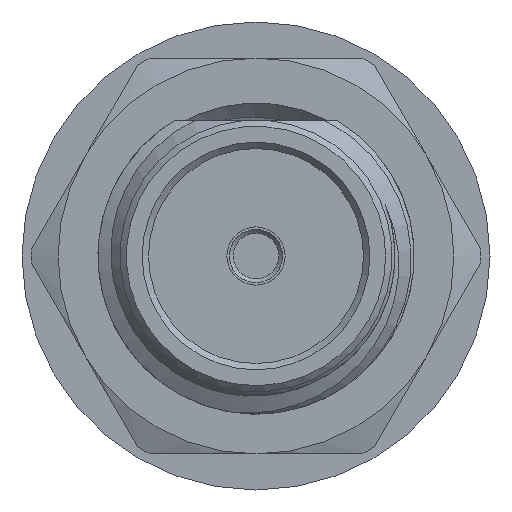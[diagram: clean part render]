
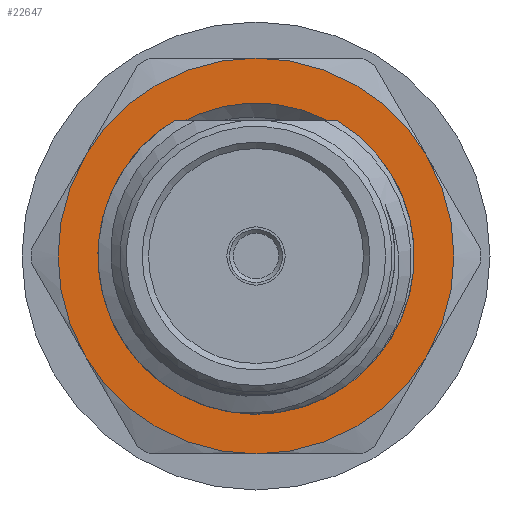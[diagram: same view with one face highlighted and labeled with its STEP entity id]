
A CAD part, left-side view. The second image highlights one B-rep face of the part: STEP entity #22647.
In plain terms, the highlighted planar face has unit normal (-1, 0, 0).
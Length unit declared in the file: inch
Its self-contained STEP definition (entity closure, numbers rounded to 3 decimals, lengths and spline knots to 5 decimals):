
#117 = CIRCLE ( 'NONE', #10881, 0.1565 ) ;
#443 = ORIENTED_EDGE ( 'NONE', *, *, #20227, .T. ) ;
#847 = DIRECTION ( 'NONE',  ( 0., 0.5, -0.866 ) ) ;
#1100 = CARTESIAN_POINT ( 'NONE',  ( 0.28341, -0.13553, 0.07825 ) ) ;
#1192 = CARTESIAN_POINT ( 'NONE',  ( 0.28341, 0., 0. ) ) ;
#1199 = CIRCLE ( 'NONE', #7506, 0.12102 ) ;
#1317 = DIRECTION ( 'NONE',  ( -1., 0., 0. ) ) ;
#1741 = EDGE_LOOP ( 'NONE', ( #8728, #443, #2831, #15866 ) ) ;
#1837 = CARTESIAN_POINT ( 'NONE',  ( 0.28341, -0.13553, -0.07825 ) ) ;
#1936 = VERTEX_POINT ( 'NONE', #3610 ) ;
#2677 = B_SPLINE_CURVE_WITH_KNOTS ( 'NONE', 3,
 ( #16075, #8627, #23677, #3164, #12406, #19975, #16000, #14762 ),
 .UNSPECIFIED., .F., .F.,
 ( 4, 2, 2, 4 ),
 ( 0.00139, 0.0018, 0.00221, 0.00303 ),
 .UNSPECIFIED. ) ;
#2831 = ORIENTED_EDGE ( 'NONE', *, *, #3774, .T. ) ;
#3164 = CARTESIAN_POINT ( 'NONE',  ( 0.28341, -0.07383, 0.09762 ) ) ;
#3610 = CARTESIAN_POINT ( 'NONE',  ( 0.28341, 0., -0.1565 ) ) ;
#3774 = EDGE_CURVE ( 'NONE', #4480, #12181, #1199, .T. ) ;
#4192 = CIRCLE ( 'NONE', #6203, 0.1565 ) ;
#4480 = VERTEX_POINT ( 'NONE', #17698 ) ;
#4561 = DIRECTION ( 'NONE',  ( 0., 0.5, -0.866 ) ) ;
#4658 = AXIS2_PLACEMENT_3D ( 'NONE', #9113, #11075, #7461 ) ;
#4782 = FACE_BOUND ( 'NONE', #1741, .T. ) ;
#5636 = CARTESIAN_POINT ( 'NONE',  ( 0.28341, -0.10499, 0.06783 ) ) ;
#5809 = CARTESIAN_POINT ( 'NONE',  ( 0.28341, 0., 0. ) ) ;
#6203 = AXIS2_PLACEMENT_3D ( 'NONE', #5809, #9368, #22520 ) ;
#6476 = ORIENTED_EDGE ( 'NONE', *, *, #16412, .T. ) ;
#6592 = ORIENTED_EDGE ( 'NONE', *, *, #9500, .T. ) ;
#6645 = ORIENTED_EDGE ( 'NONE', *, *, #18089, .T. ) ;
#6770 = EDGE_LOOP ( 'NONE', ( #17286, #6645, #21260, #18450, #6592, #6476 ) ) ;
#6900 = DIRECTION ( 'NONE',  ( 0., 0.5, -0.866 ) ) ;
#7428 = EDGE_CURVE ( 'NONE', #23725, #9051, #21271, .T. ) ;
#7461 = DIRECTION ( 'NONE',  ( 0., 0.5, -0.866 ) ) ;
#7506 = AXIS2_PLACEMENT_3D ( 'NONE', #10061, #23214, #4561 ) ;
#8372 = CARTESIAN_POINT ( 'NONE',  ( 0.28341, -0.11913, -0.03717 ) ) ;
#8448 = CARTESIAN_POINT ( 'NONE',  ( 0.28341, -0.10457, -0.06438 ) ) ;
#8449 = CARTESIAN_POINT ( 'NONE',  ( 0.28341, 0., 0. ) ) ;
#8478 = PLANE ( 'NONE',  #17071 ) ;
#8545 = DIRECTION ( 'NONE',  ( -1., 0., 0. ) ) ;
#8627 = CARTESIAN_POINT ( 'NONE',  ( 0.28341, -0.05979, 0.10572 ) ) ;
#8728 = ORIENTED_EDGE ( 'NONE', *, *, #9305, .F. ) ;
#8776 = VERTEX_POINT ( 'NONE', #11612 ) ;
#9051 = VERTEX_POINT ( 'NONE', #1100 ) ;
#9113 = CARTESIAN_POINT ( 'NONE',  ( 0.28341, 0., 0. ) ) ;
#9305 = EDGE_CURVE ( 'NONE', #18240, #21215, #14330, .T. ) ;
#9368 = DIRECTION ( 'NONE',  ( -1., 0., 0. ) ) ;
#9500 = EDGE_CURVE ( 'NONE', #21222, #10732, #22012, .T. ) ;
#9610 = DIRECTION ( 'NONE',  ( 0., 0.5, -0.866 ) ) ;
#9858 = CARTESIAN_POINT ( 'NONE',  ( 0.28341, 0., 0. ) ) ;
#10061 = CARTESIAN_POINT ( 'NONE',  ( 0.28341, 0., 0. ) ) ;
#10272 = CARTESIAN_POINT ( 'NONE',  ( 0.28341, -0.09085, -0.07995 ) ) ;
#10352 = CARTESIAN_POINT ( 'NONE',  ( 0.28341, -0.09813, -0.07269 ) ) ;
#10732 = VERTEX_POINT ( 'NONE', #17288 ) ;
#10881 = AXIS2_PLACEMENT_3D ( 'NONE', #8449, #15910, #847 ) ;
#11075 = DIRECTION ( 'NONE',  ( -1., 0., 0. ) ) ;
#11079 = CARTESIAN_POINT ( 'NONE',  ( 0.28341, -0.12202, -0.02715 ) ) ;
#11235 = CARTESIAN_POINT ( 'NONE',  ( 0.28341, 0., 0. ) ) ;
#11612 = CARTESIAN_POINT ( 'NONE',  ( 0.28341, 0.13553, -0.07825 ) ) ;
#11651 = DIRECTION ( 'NONE',  ( -1., 0., 0. ) ) ;
#12012 = CARTESIAN_POINT ( 'NONE',  ( 0.28341, -0.11505, -0.04661 ) ) ;
#12181 = VERTEX_POINT ( 'NONE', #14681 ) ;
#12406 = CARTESIAN_POINT ( 'NONE',  ( 0.28341, -0.07833, 0.09448 ) ) ;
#12572 = DIRECTION ( 'NONE',  ( 0., 0.5, -0.866 ) ) ;
#12624 = CARTESIAN_POINT ( 'NONE',  ( 0.28341, 0., 0. ) ) ;
#12876 = DIRECTION ( 'NONE',  ( 0., 0.5, -0.866 ) ) ;
#14330 = CIRCLE ( 'NONE', #4658, 0.125 ) ;
#14495 = DIRECTION ( 'NONE',  ( 0., 0.5, -0.866 ) ) ;
#14509 = EDGE_CURVE ( 'NONE', #9051, #21222, #17201, .T. ) ;
#14681 = CARTESIAN_POINT ( 'NONE',  ( 0.28341, -0.05485, 0.10787 ) ) ;
#14762 = CARTESIAN_POINT ( 'NONE',  ( 0.28341, -0.10499, 0.06783 ) ) ;
#15866 = ORIENTED_EDGE ( 'NONE', *, *, #18235, .T. ) ;
#15910 = DIRECTION ( 'NONE',  ( -1., 0., 0. ) ) ;
#15929 = B_SPLINE_CURVE_WITH_KNOTS ( 'NONE', 3,
 ( #22550, #8372, #12012, #8448, #10352, #10272 ),
 .UNSPECIFIED., .F., .F.,
 ( 4, 2, 4 ),
 ( 0., 0.00078, 0.00157 ),
 .UNSPECIFIED. ) ;
#16000 = CARTESIAN_POINT ( 'NONE',  ( 0.28341, -0.0985, 0.0766 ) ) ;
#16075 = CARTESIAN_POINT ( 'NONE',  ( 0.28341, -0.05485, 0.10787 ) ) ;
#16412 = EDGE_CURVE ( 'NONE', #10732, #8776, #117, .T. ) ;
#17071 = AXIS2_PLACEMENT_3D ( 'NONE', #1192, #19986, #6900 ) ;
#17201 = CIRCLE ( 'NONE', #22042, 0.1565 ) ;
#17286 = ORIENTED_EDGE ( 'NONE', *, *, #23395, .T. ) ;
#17288 = CARTESIAN_POINT ( 'NONE',  ( 0.28341, 0.13553, 0.07825 ) ) ;
#17698 = CARTESIAN_POINT ( 'NONE',  ( 0.28341, -0.09085, -0.07995 ) ) ;
#18089 = EDGE_CURVE ( 'NONE', #1936, #23725, #21351, .T. ) ;
#18235 = EDGE_CURVE ( 'NONE', #12181, #21215, #2677, .T. ) ;
#18240 = VERTEX_POINT ( 'NONE', #11079 ) ;
#18450 = ORIENTED_EDGE ( 'NONE', *, *, #14509, .T. ) ;
#19975 = CARTESIAN_POINT ( 'NONE',  ( 0.28341, -0.09101, 0.08435 ) ) ;
#19986 = DIRECTION ( 'NONE',  ( -1., 0., 0. ) ) ;
#20056 = CARTESIAN_POINT ( 'NONE',  ( 0.28341, 0., 0. ) ) ;
#20227 = EDGE_CURVE ( 'NONE', #18240, #4480, #15929, .T. ) ;
#20703 = FACE_OUTER_BOUND ( 'NONE', #6770, .T. ) ;
#20765 = AXIS2_PLACEMENT_3D ( 'NONE', #12624, #1317, #14495 ) ;
#20795 = CARTESIAN_POINT ( 'NONE',  ( 0.28341, 0., 0.1565 ) ) ;
#21215 = VERTEX_POINT ( 'NONE', #5636 ) ;
#21222 = VERTEX_POINT ( 'NONE', #20795 ) ;
#21260 = ORIENTED_EDGE ( 'NONE', *, *, #7428, .T. ) ;
#21271 = CIRCLE ( 'NONE', #20765, 0.1565 ) ;
#21351 = CIRCLE ( 'NONE', #24147, 0.1565 ) ;
#21552 = AXIS2_PLACEMENT_3D ( 'NONE', #11235, #24155, #12876 ) ;
#22012 = CIRCLE ( 'NONE', #21552, 0.1565 ) ;
#22042 = AXIS2_PLACEMENT_3D ( 'NONE', #9858, #11651, #9610 ) ;
#22520 = DIRECTION ( 'NONE',  ( 0., 0.5, -0.866 ) ) ;
#22550 = CARTESIAN_POINT ( 'NONE',  ( 0.28341, -0.12202, -0.02715 ) ) ;
#22647 = ADVANCED_FACE ( 'NONE', ( #20703, #4782 ), #8478, .T. ) ;
#23214 = DIRECTION ( 'NONE',  ( 1., 0., 0. ) ) ;
#23395 = EDGE_CURVE ( 'NONE', #8776, #1936, #4192, .T. ) ;
#23677 = CARTESIAN_POINT ( 'NONE',  ( 0.28341, -0.06457, 0.10323 ) ) ;
#23725 = VERTEX_POINT ( 'NONE', #1837 ) ;
#24147 = AXIS2_PLACEMENT_3D ( 'NONE', #20056, #8545, #12572 ) ;
#24155 = DIRECTION ( 'NONE',  ( -1., 0., 0. ) ) ;
